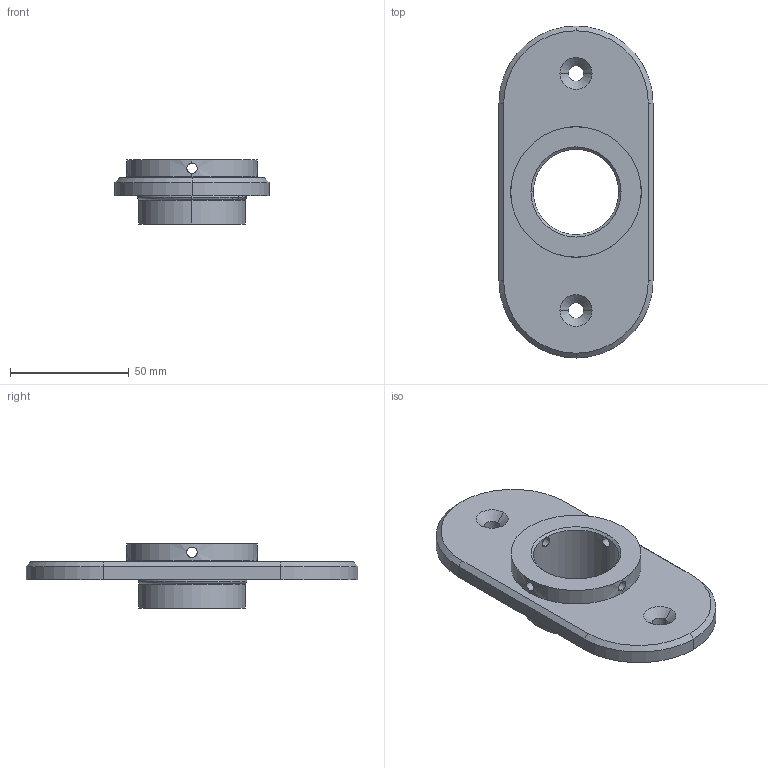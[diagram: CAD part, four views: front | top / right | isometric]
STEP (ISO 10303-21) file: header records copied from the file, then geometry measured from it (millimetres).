
FILE_DESCRIPTION (( 'STEP AP203' ), '1' );
FILE_NAME ('180-6026-01-S.STEP', '2021-04-16T08:08:50', ( '' ), ( '' ), 'SwSTEP 2.0', 'SolidWorks 2018', '' );
FILE_SCHEMA (( 'CONFIG_CONTROL_DESIGN' ));
Length unit declared in the file: millimetre
Products named in the file (2): 180-6026-01-S
Bounding box: 65 x 140 x 27 mm (x, y, z)
Volume: 65748.9 mm3; surface area: 29870.1 mm2
Topology: 4 solids, 4 shells, 375 faces, 989 edges, 653 vertices
Faces by surface type: plane 161, bspline 151, cylinder 47, cone 12, torus 4
Entity records: 19929 total; most frequent: CARTESIAN_POINT 11456, ORIENTED_EDGE 1978, DIRECTION 1212, EDGE_CURVE 989, VERTEX_POINT 653, VECTOR 566, LINE 566, EDGE_LOOP 426
